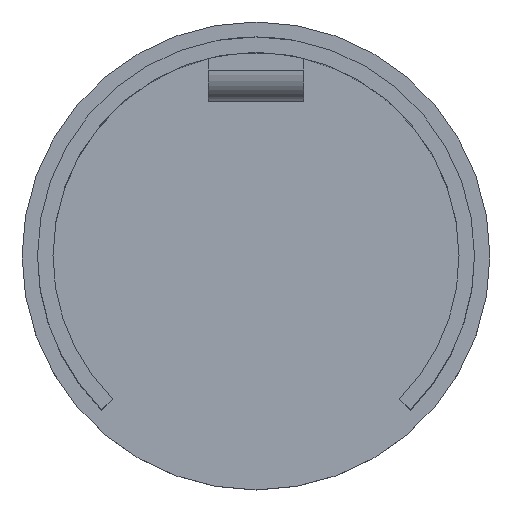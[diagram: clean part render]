
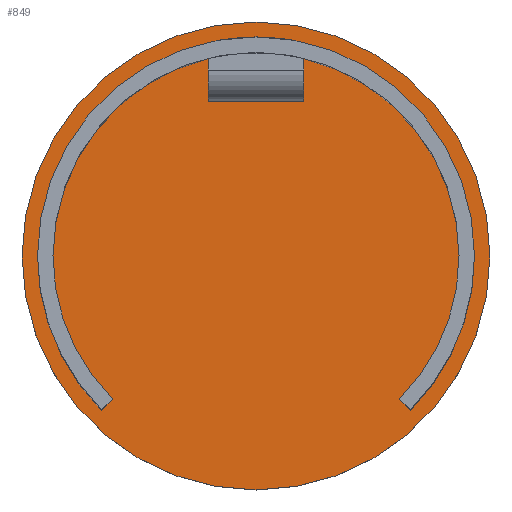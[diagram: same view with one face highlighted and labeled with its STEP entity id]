
A CAD part, top view. The second image highlights one B-rep face of the part: STEP entity #849.
In plain terms, the highlighted planar face has unit normal (0, 0, 1).
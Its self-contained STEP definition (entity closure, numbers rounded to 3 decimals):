
#6 = EDGE_CURVE ( 'NONE', #465, #818, #121, .T. ) ;
#11 = VECTOR ( 'NONE', #358, 1000. ) ;
#12 = DIRECTION ( 'NONE',  ( 0., 1., 0. ) ) ;
#14 = EDGE_CURVE ( 'NONE', #465, #35, #796, .T. ) ;
#16 = CIRCLE ( 'NONE', #674, 21.2 ) ;
#17 = CARTESIAN_POINT ( 'NONE',  ( 22.7, 0., 0. ) ) ;
#18 = CARTESIAN_POINT ( 'NONE',  ( -21.2, 0., 0. ) ) ;
#22 = DIRECTION ( 'NONE',  ( -1., 0., 0. ) ) ;
#23 = ORIENTED_EDGE ( 'NONE', *, *, #618, .F. ) ;
#29 = CARTESIAN_POINT ( 'NONE',  ( 4.636, 19.147, 0. ) ) ;
#35 = VERTEX_POINT ( 'NONE', #828 ) ;
#44 = VERTEX_POINT ( 'NONE', #198 ) ;
#53 = DIRECTION ( 'NONE',  ( 0., -1., 0. ) ) ;
#65 = CARTESIAN_POINT ( 'NONE',  ( 0., 0., 0. ) ) ;
#66 = ORIENTED_EDGE ( 'NONE', *, *, #788, .T. ) ;
#72 = DIRECTION ( 'NONE',  ( -1., 0., 0. ) ) ;
#86 = EDGE_CURVE ( 'NONE', #700, #480, #349, .T. ) ;
#88 = ORIENTED_EDGE ( 'NONE', *, *, #6, .T. ) ;
#103 = AXIS2_PLACEMENT_3D ( 'NONE', #145, #578, #22 ) ;
#119 = DIRECTION ( 'NONE',  ( -1., 0., 0. ) ) ;
#121 = CIRCLE ( 'NONE', #155, 19.7 ) ;
#125 = VERTEX_POINT ( 'NONE', #18 ) ;
#127 = EDGE_CURVE ( 'NONE', #774, #523, #202, .T. ) ;
#136 = ORIENTED_EDGE ( 'NONE', *, *, #804, .F. ) ;
#141 = DIRECTION ( 'NONE',  ( 0.707, -0.707, 0. ) ) ;
#145 = CARTESIAN_POINT ( 'NONE',  ( 0., 0., 0. ) ) ;
#152 = LINE ( 'NONE', #856, #196 ) ;
#155 = AXIS2_PLACEMENT_3D ( 'NONE', #660, #865, #242 ) ;
#161 = ORIENTED_EDGE ( 'NONE', *, *, #288, .F. ) ;
#169 = ORIENTED_EDGE ( 'NONE', *, *, #250, .T. ) ;
#185 = DIRECTION ( 'NONE',  ( 1., 0., 0. ) ) ;
#186 = DIRECTION ( 'NONE',  ( 0., 0., -1. ) ) ;
#187 = CARTESIAN_POINT ( 'NONE',  ( -22.7, 0., 0. ) ) ;
#195 = DIRECTION ( 'NONE',  ( 0., 0., -1. ) ) ;
#196 = VECTOR ( 'NONE', #12, 1000. ) ;
#198 = CARTESIAN_POINT ( 'NONE',  ( -14.991, -14.991, 0. ) ) ;
#199 = EDGE_LOOP ( 'NONE', ( #357, #386 ) ) ;
#200 = LINE ( 'NONE', #701, #469 ) ;
#202 = CIRCLE ( 'NONE', #103, 22.7 ) ;
#213 = DIRECTION ( 'NONE',  ( 1., 0., 0. ) ) ;
#216 = CARTESIAN_POINT ( 'NONE',  ( 14.991, -14.991, 0. ) ) ;
#230 = AXIS2_PLACEMENT_3D ( 'NONE', #65, #195, #72 ) ;
#234 = VERTEX_POINT ( 'NONE', #216 ) ;
#237 = CARTESIAN_POINT ( 'NONE',  ( 0., 0., 0. ) ) ;
#242 = DIRECTION ( 'NONE',  ( 1., 0., 0. ) ) ;
#250 = EDGE_CURVE ( 'NONE', #818, #294, #395, .T. ) ;
#257 = DIRECTION ( 'NONE',  ( 1., 0., 0. ) ) ;
#258 = CARTESIAN_POINT ( 'NONE',  ( -13.93, -13.93, 0. ) ) ;
#264 = ORIENTED_EDGE ( 'NONE', *, *, #582, .F. ) ;
#272 = EDGE_CURVE ( 'NONE', #125, #44, #858, .T. ) ;
#274 = AXIS2_PLACEMENT_3D ( 'NONE', #794, #186, #119 ) ;
#281 = AXIS2_PLACEMENT_3D ( 'NONE', #789, #362, #705 ) ;
#284 = CARTESIAN_POINT ( 'NONE',  ( 13.93, -13.93, 0. ) ) ;
#288 = EDGE_CURVE ( 'NONE', #675, #125, #16, .T. ) ;
#291 = AXIS2_PLACEMENT_3D ( 'NONE', #453, #795, #880 ) ;
#294 = VERTEX_POINT ( 'NONE', #258 ) ;
#301 = ORIENTED_EDGE ( 'NONE', *, *, #86, .T. ) ;
#305 = CIRCLE ( 'NONE', #230, 22.7 ) ;
#325 = DIRECTION ( 'NONE',  ( 0., 0., 1. ) ) ;
#341 = EDGE_LOOP ( 'NONE', ( #761, #88, #169, #66, #520, #161, #719, #264, #301, #448, #136, #23 ) ) ;
#342 = CARTESIAN_POINT ( 'NONE',  ( 0., 0., 0. ) ) ;
#348 = LINE ( 'NONE', #765, #654 ) ;
#349 = CIRCLE ( 'NONE', #583, 19.7 ) ;
#353 = DIRECTION ( 'NONE',  ( 1., 0., 0. ) ) ;
#357 = ORIENTED_EDGE ( 'NONE', *, *, #127, .F. ) ;
#358 = DIRECTION ( 'NONE',  ( -0.707, -0.707, 0. ) ) ;
#362 = DIRECTION ( 'NONE',  ( 0., 0., 1. ) ) ;
#371 = LINE ( 'NONE', #781, #11 ) ;
#386 = ORIENTED_EDGE ( 'NONE', *, *, #627, .F. ) ;
#395 = CIRCLE ( 'NONE', #281, 19.7 ) ;
#408 = DIRECTION ( 'NONE',  ( 0., 0., 1. ) ) ;
#448 = ORIENTED_EDGE ( 'NONE', *, *, #641, .T. ) ;
#453 = CARTESIAN_POINT ( 'NONE',  ( 0., 0., 0. ) ) ;
#460 = CARTESIAN_POINT ( 'NONE',  ( -4.636, 0., 0. ) ) ;
#465 = VERTEX_POINT ( 'NONE', #517 ) ;
#469 = VECTOR ( 'NONE', #353, 1000. ) ;
#480 = VERTEX_POINT ( 'NONE', #791 ) ;
#490 = CARTESIAN_POINT ( 'NONE',  ( 21.2, 0., 0. ) ) ;
#503 = VERTEX_POINT ( 'NONE', #29 ) ;
#517 = CARTESIAN_POINT ( 'NONE',  ( -4.636, 19.147, 0. ) ) ;
#520 = ORIENTED_EDGE ( 'NONE', *, *, #272, .F. ) ;
#523 = VERTEX_POINT ( 'NONE', #187 ) ;
#525 = CARTESIAN_POINT ( 'NONE',  ( 4.636, 15., 0. ) ) ;
#533 = PLANE ( 'NONE',  #274 ) ;
#561 = VERTEX_POINT ( 'NONE', #525 ) ;
#563 = EDGE_CURVE ( 'NONE', #234, #675, #577, .T. ) ;
#577 = CIRCLE ( 'NONE', #613, 21.2 ) ;
#578 = DIRECTION ( 'NONE',  ( 0., 0., -1. ) ) ;
#582 = EDGE_CURVE ( 'NONE', #700, #234, #348, .T. ) ;
#583 = AXIS2_PLACEMENT_3D ( 'NONE', #760, #822, #754 ) ;
#604 = FACE_BOUND ( 'NONE', #341, .T. ) ;
#613 = AXIS2_PLACEMENT_3D ( 'NONE', #803, #730, #257 ) ;
#618 = EDGE_CURVE ( 'NONE', #35, #561, #200, .T. ) ;
#627 = EDGE_CURVE ( 'NONE', #523, #774, #305, .T. ) ;
#629 = CIRCLE ( 'NONE', #741, 19.7 ) ;
#641 = EDGE_CURVE ( 'NONE', #480, #503, #629, .T. ) ;
#654 = VECTOR ( 'NONE', #141, 1000. ) ;
#660 = CARTESIAN_POINT ( 'NONE',  ( 0., 0., 0. ) ) ;
#672 = VECTOR ( 'NONE', #53, 1000. ) ;
#674 = AXIS2_PLACEMENT_3D ( 'NONE', #237, #325, #185 ) ;
#675 = VERTEX_POINT ( 'NONE', #490 ) ;
#700 = VERTEX_POINT ( 'NONE', #284 ) ;
#701 = CARTESIAN_POINT ( 'NONE',  ( 0., 15., 0. ) ) ;
#705 = DIRECTION ( 'NONE',  ( 1., 0., 0. ) ) ;
#719 = ORIENTED_EDGE ( 'NONE', *, *, #563, .F. ) ;
#730 = DIRECTION ( 'NONE',  ( 0., 0., 1. ) ) ;
#741 = AXIS2_PLACEMENT_3D ( 'NONE', #342, #408, #213 ) ;
#754 = DIRECTION ( 'NONE',  ( 1., 0., 0. ) ) ;
#760 = CARTESIAN_POINT ( 'NONE',  ( 0., 0., 0. ) ) ;
#761 = ORIENTED_EDGE ( 'NONE', *, *, #14, .F. ) ;
#765 = CARTESIAN_POINT ( 'NONE',  ( 13.93, -13.93, 0. ) ) ;
#774 = VERTEX_POINT ( 'NONE', #17 ) ;
#781 = CARTESIAN_POINT ( 'NONE',  ( -13.93, -13.93, 0. ) ) ;
#788 = EDGE_CURVE ( 'NONE', #294, #44, #371, .T. ) ;
#789 = CARTESIAN_POINT ( 'NONE',  ( 0., 0., 0. ) ) ;
#791 = CARTESIAN_POINT ( 'NONE',  ( 19.7, 0., 0. ) ) ;
#794 = CARTESIAN_POINT ( 'NONE',  ( 0., 0., 0. ) ) ;
#795 = DIRECTION ( 'NONE',  ( 0., 0., 1. ) ) ;
#796 = LINE ( 'NONE', #460, #672 ) ;
#803 = CARTESIAN_POINT ( 'NONE',  ( 0., 0., 0. ) ) ;
#804 = EDGE_CURVE ( 'NONE', #561, #503, #152, .T. ) ;
#818 = VERTEX_POINT ( 'NONE', #877 ) ;
#822 = DIRECTION ( 'NONE',  ( 0., 0., 1. ) ) ;
#828 = CARTESIAN_POINT ( 'NONE',  ( -4.636, 15., 0. ) ) ;
#849 = ADVANCED_FACE ( 'NONE', ( #866, #604 ), #533, .F. ) ;
#856 = CARTESIAN_POINT ( 'NONE',  ( 4.636, 0., 0. ) ) ;
#858 = CIRCLE ( 'NONE', #291, 21.2 ) ;
#865 = DIRECTION ( 'NONE',  ( 0., 0., 1. ) ) ;
#866 = FACE_OUTER_BOUND ( 'NONE', #199, .T. ) ;
#877 = CARTESIAN_POINT ( 'NONE',  ( -19.7, 0., 0. ) ) ;
#880 = DIRECTION ( 'NONE',  ( 1., 0., 0. ) ) ;
